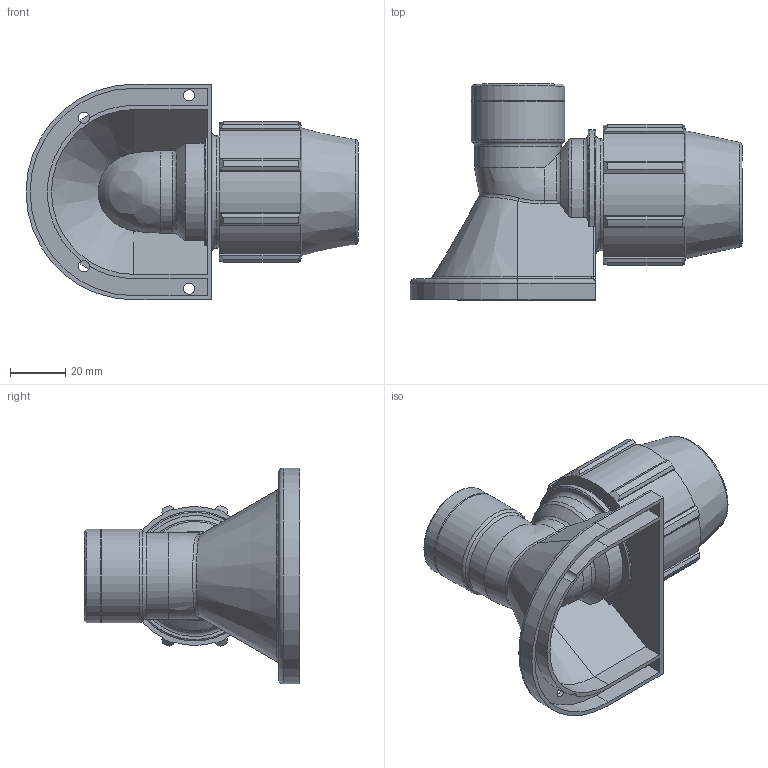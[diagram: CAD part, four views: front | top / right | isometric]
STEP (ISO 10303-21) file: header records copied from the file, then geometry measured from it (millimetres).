
FILE_DESCRIPTION(/* description */ ('PLASSON WALL PLATE ELBOW 25-3/4"'),/* implementation_level */ '2;1');
FILE_NAME(/* name */ '077500025007__0775060250070A.ipt.stp',/* time_stamp */ '2017-06-08T04:09:00+03:00',/* author */ ('KIM'),/* organization */ (''),/* preprocessor_version */ 'ST-DEVELOPER v15.6',/* originating_system */ 'Autodesk Inventor 2015',/* authorisation */ '');
FILE_SCHEMA (('AUTOMOTIVE_DESIGN { 1 0 10303 214 3 1 1 }'));
Length unit declared in the file: millimetre
Products named in the file (1): 077500025007__0775060250070A
Bounding box: 120 x 78 x 78 mm (x, y, z)
Volume: 114230.6 mm3; surface area: 44722.8 mm2
Topology: 1 solids, 1 shells, 163 faces, 441 edges, 279 vertices
Faces by surface type: plane 68, cylinder 53, cone 18, torus 14, bspline 10
Full cylindrical faces by diameter (mm): 4 x4, 16.882 x1, 21.705 x2, 24.117 x1, 25 x1, 31.352 x1, 33.764 x2, 40.5 x1
Entity records: 5457 total; most frequent: CARTESIAN_POINT 1408, ORIENTED_EDGE 810, DIRECTION 788, EDGE_CURVE 405, AXIS2_PLACEMENT_3D 299, VERTEX_POINT 272, EDGE_LOOP 201, LINE 190
